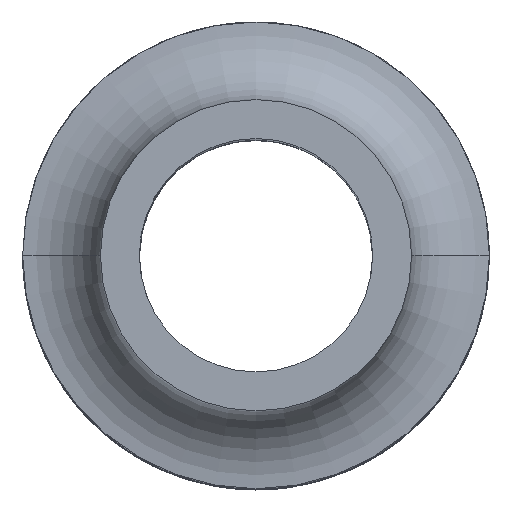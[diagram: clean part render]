
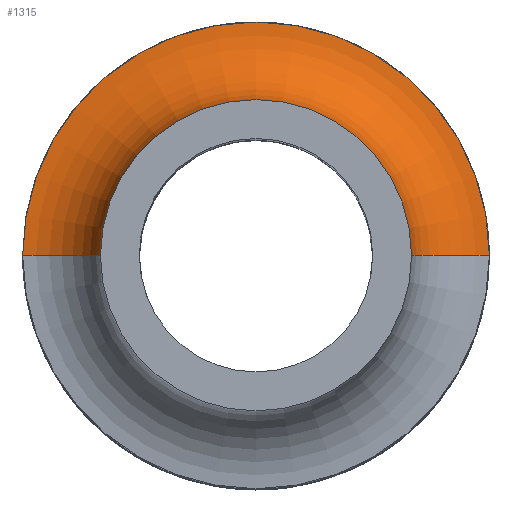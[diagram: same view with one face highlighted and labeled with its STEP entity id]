
A CAD part, top view. The second image highlights one B-rep face of the part: STEP entity #1315.
In plain terms, the highlighted toroidal (fillet/blend) face has major radius 6 mm and minor radius 2 mm.
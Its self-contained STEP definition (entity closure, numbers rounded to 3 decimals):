
#85 = DIRECTION ( 'NONE',  ( 0., 0., -1. ) ) ;
#311 = VERTEX_POINT ( 'NONE', #4803 ) ;
#323 = AXIS2_PLACEMENT_3D ( 'NONE', #6520, #3162, #85 ) ;
#486 = CARTESIAN_POINT ( 'NONE',  ( -6., 0., 28. ) ) ;
#557 = DIRECTION ( 'NONE',  ( -1., 0., 0. ) ) ;
#560 = VERTEX_POINT ( 'NONE', #486 ) ;
#619 = CARTESIAN_POINT ( 'NONE',  ( 0., 0., 30. ) ) ;
#1154 = DIRECTION ( 'NONE',  ( 0., 0., -1. ) ) ;
#1172 = DIRECTION ( 'NONE',  ( 0., 0., -1. ) ) ;
#1315 = ADVANCED_FACE ( 'NONE', ( #3666 ), #2332, .F. ) ;
#1544 = AXIS2_PLACEMENT_3D ( 'NONE', #5064, #1154, #6315 ) ;
#1671 = ORIENTED_EDGE ( 'NONE', *, *, #6667, .F. ) ;
#1946 = CARTESIAN_POINT ( 'NONE',  ( 0., 0., 30. ) ) ;
#2166 = VERTEX_POINT ( 'NONE', #2898 ) ;
#2332 = TOROIDAL_SURFACE ( 'NONE', #6313, 6., 2. ) ;
#2691 = EDGE_LOOP ( 'NONE', ( #7590, #1671, #5391, #5924 ) ) ;
#2810 = CARTESIAN_POINT ( 'NONE',  ( 6., 0., 30. ) ) ;
#2898 = CARTESIAN_POINT ( 'NONE',  ( -4., 0., 30. ) ) ;
#3144 = AXIS2_PLACEMENT_3D ( 'NONE', #619, #1172, #6291 ) ;
#3162 = DIRECTION ( 'NONE',  ( 0., -1., 0. ) ) ;
#3272 = EDGE_CURVE ( 'NONE', #560, #2166, #7493, .T. ) ;
#3666 = FACE_OUTER_BOUND ( 'NONE', #2691, .T. ) ;
#3669 = CARTESIAN_POINT ( 'NONE',  ( 4., 0., 30. ) ) ;
#3816 = CIRCLE ( 'NONE', #4347, 2. ) ;
#4347 = AXIS2_PLACEMENT_3D ( 'NONE', #2810, #7821, #7199 ) ;
#4803 = CARTESIAN_POINT ( 'NONE',  ( 6., 0., 28. ) ) ;
#5064 = CARTESIAN_POINT ( 'NONE',  ( 0., 0., 28. ) ) ;
#5085 = EDGE_CURVE ( 'NONE', #2166, #6611, #5652, .T. ) ;
#5391 = ORIENTED_EDGE ( 'NONE', *, *, #3272, .T. ) ;
#5652 = CIRCLE ( 'NONE', #3144, 4. ) ;
#5924 = ORIENTED_EDGE ( 'NONE', *, *, #5085, .T. ) ;
#6291 = DIRECTION ( 'NONE',  ( -1., 0., 0. ) ) ;
#6313 = AXIS2_PLACEMENT_3D ( 'NONE', #1946, #8140, #557 ) ;
#6315 = DIRECTION ( 'NONE',  ( -1., 0., 0. ) ) ;
#6520 = CARTESIAN_POINT ( 'NONE',  ( -6., 0., 30. ) ) ;
#6611 = VERTEX_POINT ( 'NONE', #3669 ) ;
#6667 = EDGE_CURVE ( 'NONE', #560, #311, #7254, .T. ) ;
#7199 = DIRECTION ( 'NONE',  ( -1., 0., 0. ) ) ;
#7254 = CIRCLE ( 'NONE', #1544, 6. ) ;
#7493 = CIRCLE ( 'NONE', #323, 2. ) ;
#7590 = ORIENTED_EDGE ( 'NONE', *, *, #7672, .F. ) ;
#7672 = EDGE_CURVE ( 'NONE', #311, #6611, #3816, .T. ) ;
#7821 = DIRECTION ( 'NONE',  ( 0., 1., 0. ) ) ;
#8140 = DIRECTION ( 'NONE',  ( 0., 0., -1. ) ) ;
